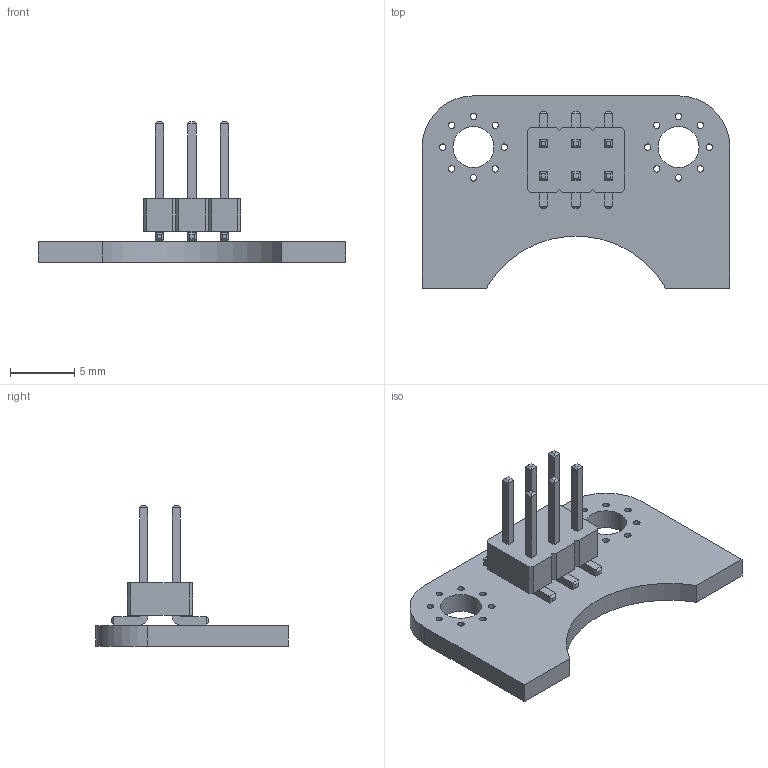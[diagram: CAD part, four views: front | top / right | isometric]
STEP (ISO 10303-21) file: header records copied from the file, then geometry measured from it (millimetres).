
FILE_DESCRIPTION(('KiCad electronic assembly'),'2;1');
FILE_NAME('Piezo-Connector.step','2019-08-01T02:33:23',('An Author'),( 'A Company'),'Open CASCADE STEP processor 7.3', 'KiCad to STEP converter','Unknown');
FILE_SCHEMA(('AUTOMOTIVE_DESIGN { 1 0 10303 214 1 1 1 1 }'));
Length unit declared in the file: millimetre
Products named in the file (4): Open CASCADE STEP translator 7.3 1; PinHeader_2x03_P2.54mm_Vertical_SMD; SOLID; COMPOUND
Assembly tree (3 placements, depth 3):
  Open CASCADE STEP translator 7.3 1
    PinHeader_2x03_P2.54mm_Vertical_SMD
      SOLID
    COMPOUND
Bounding box: 24 x 15 x 10.95 mm (x, y, z)
Volume: 588.3 mm3; surface area: 1057.1 mm2
Topology: 2 solids, 2 shells, 176 faces, 432 edges, 272 vertices
Faces by surface type: plane 149, cylinder 27
Full cylindrical faces by diameter (mm): 0.5 x16, 3.2 x2
Entity records: 12000 total; most frequent: CARTESIAN_POINT 2000, DIRECTION 1668, LINE 1188, VECTOR 1188, ORIENTED_EDGE 864, PCURVE 864, DEFINITIONAL_REPRESENTATION 864, EDGE_CURVE 432
